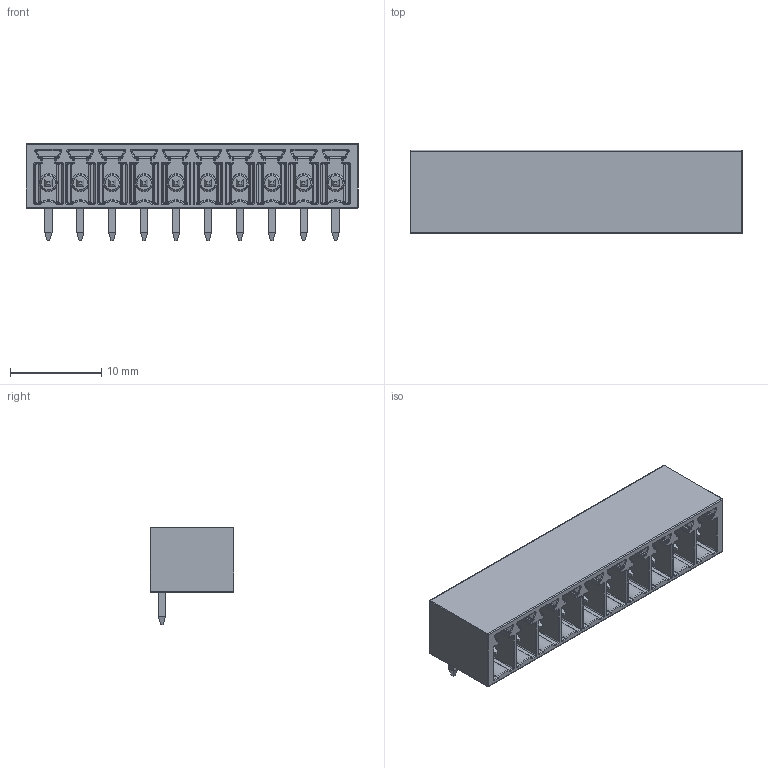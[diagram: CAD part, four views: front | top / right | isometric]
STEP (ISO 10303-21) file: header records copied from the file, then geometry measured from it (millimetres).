
FILE_DESCRIPTION(/* description */ (''),/* implementation_level */ '2;1');
FILE_NAME(/* name */ 'Molex - 395021010.step',/* time_stamp */ '2020-06-25T15:41:32+01:00',/* author */ (''),/* organization */ (''),/* preprocessor_version */ 'ST-DEVELOPER v18.1',/* originating_system */ 'Autodesk Translation Framework v9.3.0.1241',/* authorisation */ '');
FILE_SCHEMA (('AUTOMOTIVE_DESIGN { 1 0 10303 214 3 1 1 }'));
Products named in the file (1): Molex - 395021010
Bounding box: 36.47 x 9.14 x 10.67 mm (x, y, z)
Volume: 1239 mm3; surface area: 3313.8 mm2
Topology: 1 solids, 1 shells, 1476 faces, 3296 edges, 1852 vertices
Faces by surface type: cylinder 532, plane 386, torus 210, bspline 188, sphere 160
Full cylindrical faces by diameter (mm): 1.778 x10
Entity records: 50035 total; most frequent: CARTESIAN_POINT 17589, DIRECTION 6996, ORIENTED_EDGE 6592, EDGE_CURVE 3296, AXIS2_PLACEMENT_3D 2771, VERTEX_POINT 1852, EDGE_LOOP 1506, CIRCLE 1482
